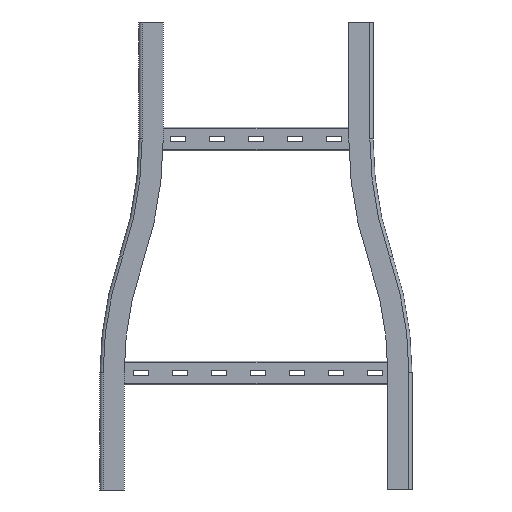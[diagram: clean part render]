
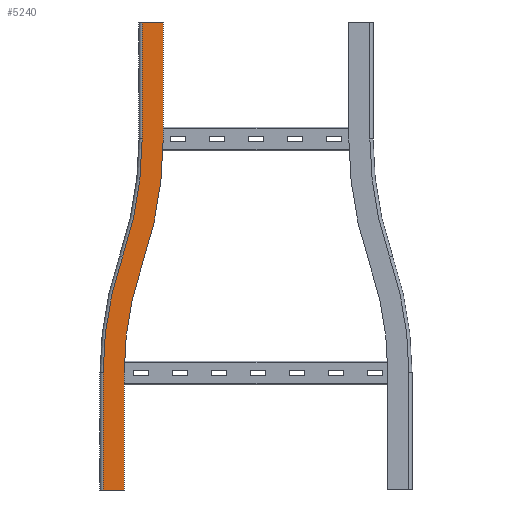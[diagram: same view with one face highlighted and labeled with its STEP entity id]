
A CAD part, front view. The second image highlights one B-rep face of the part: STEP entity #5240.
In plain terms, the highlighted planar face has unit normal (0, -1, 0).
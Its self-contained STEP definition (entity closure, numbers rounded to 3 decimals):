
#154=CIRCLE('',#5627,458.5);
#155=CIRCLE('',#5629,431.5);
#176=CIRCLE('',#5660,466.5);
#177=CIRCLE('',#5662,493.5);
#420=FACE_OUTER_BOUND('',#734,.T.);
#734=EDGE_LOOP('',(#3821,#3822,#3823,#3824,#3825,#3826,#3827,#3828,#3829,
#3830));
#1092=LINE('',#7769,#1694);
#1094=LINE('',#7775,#1696);
#1107=LINE('',#7888,#1709);
#1161=LINE('',#8002,#1763);
#1162=LINE('',#8004,#1764);
#1163=LINE('',#8005,#1765);
#1694=VECTOR('',#6205,10.);
#1696=VECTOR('',#6209,10.);
#1709=VECTOR('',#6356,10.);
#1763=VECTOR('',#6470,10.);
#1764=VECTOR('',#6471,10.);
#1765=VECTOR('',#6472,10.);
#2277=VERTEX_POINT('',#7765);
#2278=VERTEX_POINT('',#7767);
#2280=VERTEX_POINT('',#7772);
#2281=VERTEX_POINT('',#7774);
#2296=VERTEX_POINT('',#7824);
#2298=VERTEX_POINT('',#7829);
#2312=VERTEX_POINT('',#7878);
#2314=VERTEX_POINT('',#7883);
#2344=VERTEX_POINT('',#7998);
#2345=VERTEX_POINT('',#8003);
#2772=EDGE_CURVE('',#2277,#2278,#1092,.T.);
#2774=EDGE_CURVE('',#2280,#2281,#1094,.T.);
#2800=EDGE_CURVE('',#2296,#2277,#154,.T.);
#2802=EDGE_CURVE('',#2298,#2280,#155,.T.);
#2827=EDGE_CURVE('',#2312,#2296,#176,.T.);
#2829=EDGE_CURVE('',#2314,#2298,#177,.T.);
#2831=EDGE_CURVE('',#2281,#2278,#1107,.T.);
#2891=EDGE_CURVE('',#2312,#2344,#1161,.T.);
#2892=EDGE_CURVE('',#2345,#2314,#1162,.T.);
#2893=EDGE_CURVE('',#2344,#2345,#1163,.T.);
#3821=ORIENTED_EDGE('',*,*,#2891,.F.);
#3822=ORIENTED_EDGE('',*,*,#2827,.T.);
#3823=ORIENTED_EDGE('',*,*,#2800,.T.);
#3824=ORIENTED_EDGE('',*,*,#2772,.T.);
#3825=ORIENTED_EDGE('',*,*,#2831,.F.);
#3826=ORIENTED_EDGE('',*,*,#2774,.F.);
#3827=ORIENTED_EDGE('',*,*,#2802,.F.);
#3828=ORIENTED_EDGE('',*,*,#2829,.F.);
#3829=ORIENTED_EDGE('',*,*,#2892,.F.);
#3830=ORIENTED_EDGE('',*,*,#2893,.F.);
#4989=PLANE('',#5694);
#5240=ADVANCED_FACE('',(#420),#4989,.F.);
#5627=AXIS2_PLACEMENT_3D('',#7826,#6274,#6275);
#5629=AXIS2_PLACEMENT_3D('',#7831,#6279,#6280);
#5660=AXIS2_PLACEMENT_3D('',#7880,#6345,#6346);
#5662=AXIS2_PLACEMENT_3D('',#7885,#6350,#6351);
#5694=AXIS2_PLACEMENT_3D('',#8001,#6468,#6469);
#6205=DIRECTION('',(0.,0.,-1.));
#6209=DIRECTION('',(0.,0.,-1.));
#6274=DIRECTION('center_axis',(0.,-1.,0.));
#6275=DIRECTION('ref_axis',(-0.946,0.,0.324));
#6279=DIRECTION('center_axis',(0.,-1.,0.));
#6280=DIRECTION('ref_axis',(-0.946,0.,0.324));
#6345=DIRECTION('center_axis',(0.,1.,0.));
#6346=DIRECTION('ref_axis',(1.,0.,0.));
#6350=DIRECTION('center_axis',(0.,1.,0.));
#6351=DIRECTION('ref_axis',(1.,0.,0.));
#6356=DIRECTION('',(-1.,0.,0.));
#6468=DIRECTION('center_axis',(0.,1.,0.));
#6469=DIRECTION('ref_axis',(0.,0.,1.));
#6470=DIRECTION('',(0.,0.,1.));
#6471=DIRECTION('',(0.,0.,-1.));
#6472=DIRECTION('',(1.,0.,0.));
#7765=CARTESIAN_POINT('',(-77.,0.,-300.));
#7767=CARTESIAN_POINT('',(-77.,0.,-450.));
#7769=CARTESIAN_POINT('',(-77.,0.,-300.));
#7772=CARTESIAN_POINT('',(-50.,0.,-300.));
#7774=CARTESIAN_POINT('',(-50.,0.,-450.));
#7775=CARTESIAN_POINT('',(-50.,0.,-300.));
#7824=CARTESIAN_POINT('',(-52.216,0.,-151.297));
#7826=CARTESIAN_POINT('Origin',(381.5,0.,-300.));
#7829=CARTESIAN_POINT('',(-26.676,0.,-160.054));
#7831=CARTESIAN_POINT('Origin',(381.5,0.,
-300.));
#7878=CARTESIAN_POINT('',(-27.,0.,0.));
#7880=CARTESIAN_POINT('Origin',(-493.5,0.,
0.));
#7883=CARTESIAN_POINT('',(0.,0.,0.));
#7885=CARTESIAN_POINT('Origin',(-493.5,0.,
0.));
#7888=CARTESIAN_POINT('',(-50.,0.,-450.));
#7998=CARTESIAN_POINT('',(-27.,0.,150.));
#8001=CARTESIAN_POINT('Origin',(-70.786,0.,
75.));
#8002=CARTESIAN_POINT('',(-27.,0.,75.));
#8003=CARTESIAN_POINT('',(0.,0.,150.));
#8004=CARTESIAN_POINT('',(0.,0.,0.));
#8005=CARTESIAN_POINT('',(0.,0.,150.));
